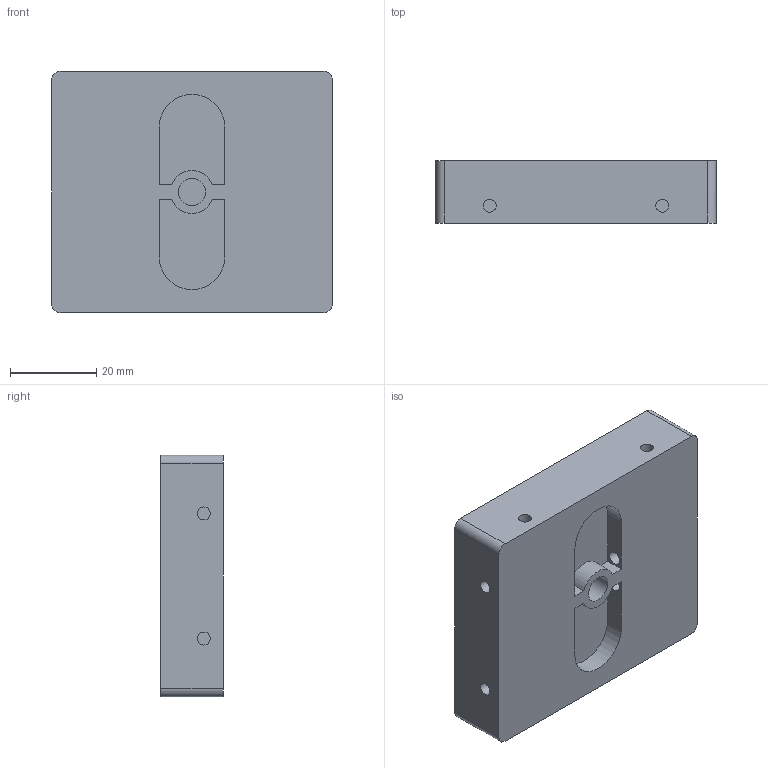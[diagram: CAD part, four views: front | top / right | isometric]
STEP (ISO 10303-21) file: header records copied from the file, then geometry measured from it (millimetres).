
FILE_DESCRIPTION(/* description */ (''),/* implementation_level */ '2;1');
FILE_NAME(/* name */ 'Power.stp',/* time_stamp */ '2023-09-06T16:46:58-07:00',/* author */ ('devan'),/* organization */ (''),/* preprocessor_version */ 'ST-DEVELOPER v20',/* originating_system */ 'Autodesk Inventor 2024',/* authorisation */ '');
FILE_SCHEMA (('AUTOMOTIVE_DESIGN { 1 0 10303 214 3 1 1 }'));
Length unit declared in the file: millimetre
Products named in the file (1): Power
Bounding box: 65 x 14.5 x 56 mm (x, y, z)
Volume: 23033.4 mm3; surface area: 13927.2 mm2
Topology: 1 solids, 1 shells, 93 faces, 213 edges, 142 vertices
Faces by surface type: plane 70, cylinder 23
Full cylindrical faces by diameter (mm): 2 x1, 3 x6, 3.25 x4, 4 x1, 6.35 x1
Entity records: 2661 total; most frequent: CARTESIAN_POINT 449, DIRECTION 448, ORIENTED_EDGE 426, EDGE_CURVE 213, LINE 166, VECTOR 166, VERTEX_POINT 142, AXIS2_PLACEMENT_3D 141
